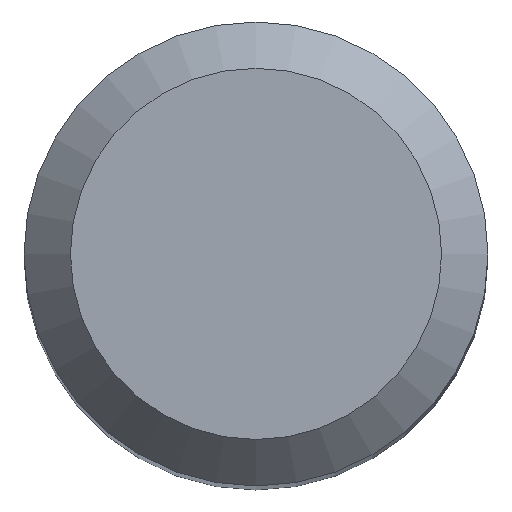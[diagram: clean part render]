
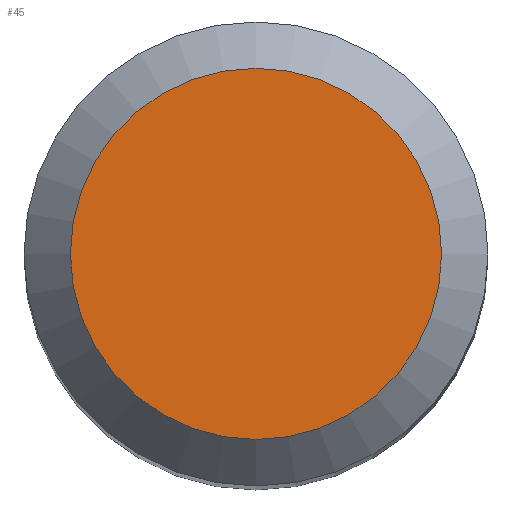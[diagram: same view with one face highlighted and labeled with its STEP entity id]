
A CAD part, top view. The second image highlights one B-rep face of the part: STEP entity #45.
In plain terms, the highlighted planar face has unit normal (0, 0, 1).
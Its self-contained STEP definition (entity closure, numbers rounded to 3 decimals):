
#17 = EDGE_CURVE ( 'NONE', #159, #159, #130, .T. ) ;
#40 = DIRECTION ( 'NONE',  ( 0., 0., -1. ) ) ;
#41 = DIRECTION ( 'NONE',  ( 0., 1., 0. ) ) ;
#45 = ADVANCED_FACE ( 'NONE', ( #127 ), #225, .F. ) ;
#49 = AXIS2_PLACEMENT_3D ( 'NONE', #187, #129, #41 ) ;
#59 = DIRECTION ( 'NONE',  ( 0., 1., 0. ) ) ;
#96 = CARTESIAN_POINT ( 'NONE',  ( 0., 0., 40. ) ) ;
#127 = FACE_OUTER_BOUND ( 'NONE', #224, .T. ) ;
#129 = DIRECTION ( 'NONE',  ( 0., 0., -1. ) ) ;
#130 = CIRCLE ( 'NONE', #161, 2.4 ) ;
#159 = VERTEX_POINT ( 'NONE', #236 ) ;
#161 = AXIS2_PLACEMENT_3D ( 'NONE', #96, #40, #59 ) ;
#181 = ORIENTED_EDGE ( 'NONE', *, *, #17, .F. ) ;
#187 = CARTESIAN_POINT ( 'NONE',  ( 0., 0., 40. ) ) ;
#224 = EDGE_LOOP ( 'NONE', ( #181 ) ) ;
#225 = PLANE ( 'NONE',  #49 ) ;
#236 = CARTESIAN_POINT ( 'NONE',  ( 0., 2.4, 40. ) ) ;
